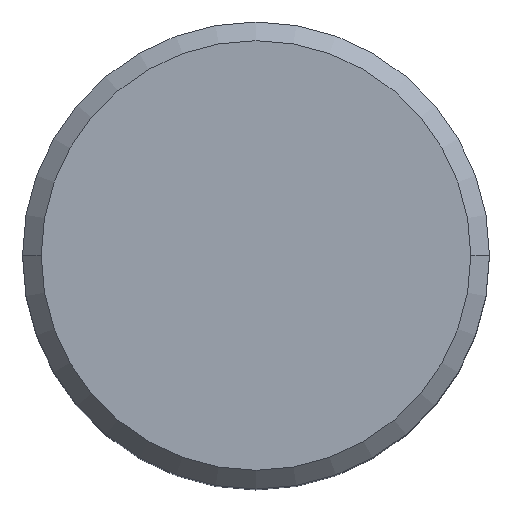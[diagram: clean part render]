
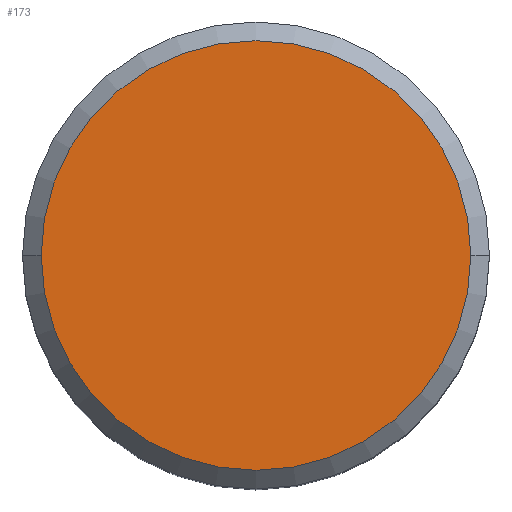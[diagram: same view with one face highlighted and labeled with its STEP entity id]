
A CAD part, top view. The second image highlights one B-rep face of the part: STEP entity #173.
In plain terms, the highlighted planar face has unit normal (0, 0, 1).
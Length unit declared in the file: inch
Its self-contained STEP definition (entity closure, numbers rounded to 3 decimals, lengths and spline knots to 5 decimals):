
#23 = CARTESIAN_POINT ( 'NONE',  ( 0.1725, 0., 0. ) ) ;
#32 = AXIS2_PLACEMENT_3D ( 'NONE', #256, #393, #184 ) ;
#96 = DIRECTION ( 'NONE',  ( 1., 0., 0. ) ) ;
#118 = VERTEX_POINT ( 'NONE', #23 ) ;
#131 = DIRECTION ( 'NONE',  ( 0., 0., 1. ) ) ;
#145 = CIRCLE ( 'NONE', #425, 0.1725 ) ;
#146 = DIRECTION ( 'NONE',  ( 0., 0., -1. ) ) ;
#155 = ORIENTED_EDGE ( 'NONE', *, *, #439, .T. ) ;
#157 = CARTESIAN_POINT ( 'NONE',  ( -0.1725, 0., 0. ) ) ;
#173 = ADVANCED_FACE ( 'NONE', ( #430 ), #180, .F. ) ;
#180 = PLANE ( 'NONE',  #291 ) ;
#184 = DIRECTION ( 'NONE',  ( 1., 0., 0. ) ) ;
#219 = EDGE_LOOP ( 'NONE', ( #265, #155 ) ) ;
#223 = CARTESIAN_POINT ( 'NONE',  ( 0., 0.1725, 0. ) ) ;
#239 = EDGE_CURVE ( 'NONE', #351, #118, #372, .T. ) ;
#256 = CARTESIAN_POINT ( 'NONE',  ( 0., 0., 0. ) ) ;
#265 = ORIENTED_EDGE ( 'NONE', *, *, #239, .T. ) ;
#283 = CARTESIAN_POINT ( 'NONE',  ( 0., 0., 0. ) ) ;
#285 = DIRECTION ( 'NONE',  ( -1., 0., 0. ) ) ;
#291 = AXIS2_PLACEMENT_3D ( 'NONE', #223, #146, #285 ) ;
#351 = VERTEX_POINT ( 'NONE', #157 ) ;
#372 = CIRCLE ( 'NONE', #32, 0.1725 ) ;
#393 = DIRECTION ( 'NONE',  ( 0., 0., 1. ) ) ;
#425 = AXIS2_PLACEMENT_3D ( 'NONE', #283, #131, #96 ) ;
#430 = FACE_OUTER_BOUND ( 'NONE', #219, .T. ) ;
#439 = EDGE_CURVE ( 'NONE', #118, #351, #145, .T. ) ;
